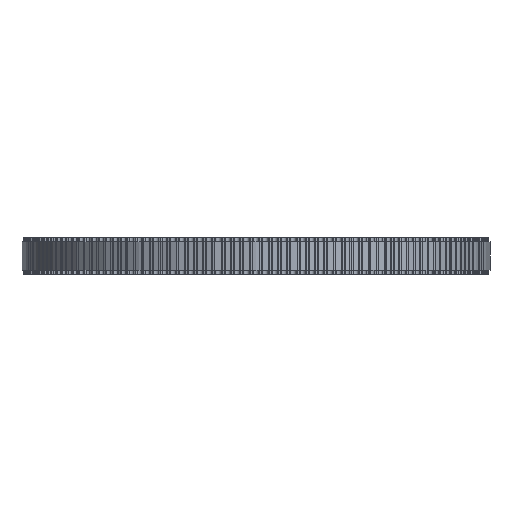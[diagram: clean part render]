
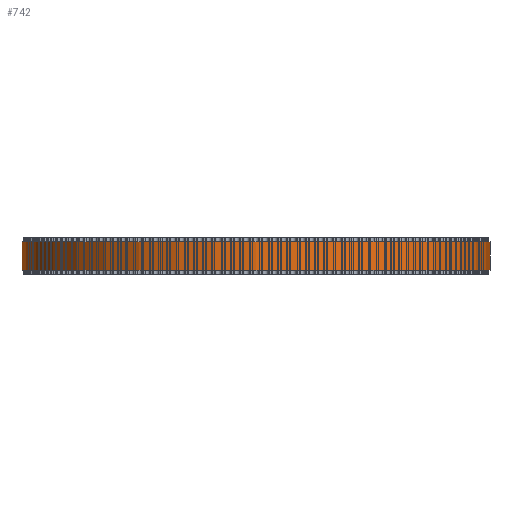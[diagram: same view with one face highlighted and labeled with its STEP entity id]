
A CAD part, front view. The second image highlights one B-rep face of the part: STEP entity #742.
In plain terms, the highlighted cylindrical face has radius 49.338 mm (diameter 98.676 mm), a full revolution.
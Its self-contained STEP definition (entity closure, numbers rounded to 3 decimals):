
#97=FACE_BOUND('',#2608,.T.);
#98=FACE_BOUND('',#2609,.T.);
#742=ADVANCED_FACE('',(#97,#98),#1363,.T.);
#1363=CYLINDRICAL_SURFACE('',#13783,49.338);
#2608=EDGE_LOOP('',(#7570));
#2609=EDGE_LOOP('',(#7571));
#7570=ORIENTED_EDGE('',*,*,#10674,.T.);
#7571=ORIENTED_EDGE('',*,*,#10675,.T.);
#8812=VERTEX_POINT('',#21860);
#8813=VERTEX_POINT('',#21862);
#10674=EDGE_CURVE('',#8812,#8812,#11916,.T.);
#10675=EDGE_CURVE('',#8813,#8813,#11917,.T.);
#11916=CIRCLE('',#13781,49.338);
#11917=CIRCLE('',#13782,49.338);
#13781=AXIS2_PLACEMENT_3D('',#21859,#18130,#18131);
#13782=AXIS2_PLACEMENT_3D('',#21861,#18132,#18133);
#13783=AXIS2_PLACEMENT_3D('',#21863,#18134,#18135);
#18130=DIRECTION('',(0.,0.,1.));
#18131=DIRECTION('',(1.,0.,0.));
#18132=DIRECTION('',(0.,0.,-1.));
#18133=DIRECTION('',(1.,0.,0.));
#18134=DIRECTION('',(0.,0.,1.));
#18135=DIRECTION('',(1.,0.,0.));
#21859=CARTESIAN_POINT('',(0.,0.,1.));
#21860=CARTESIAN_POINT('',(49.338,0.,1.));
#21861=CARTESIAN_POINT('',(0.,0.,7.));
#21862=CARTESIAN_POINT('',(49.338,0.,7.));
#21863=CARTESIAN_POINT('',(0.,0.,1.));
